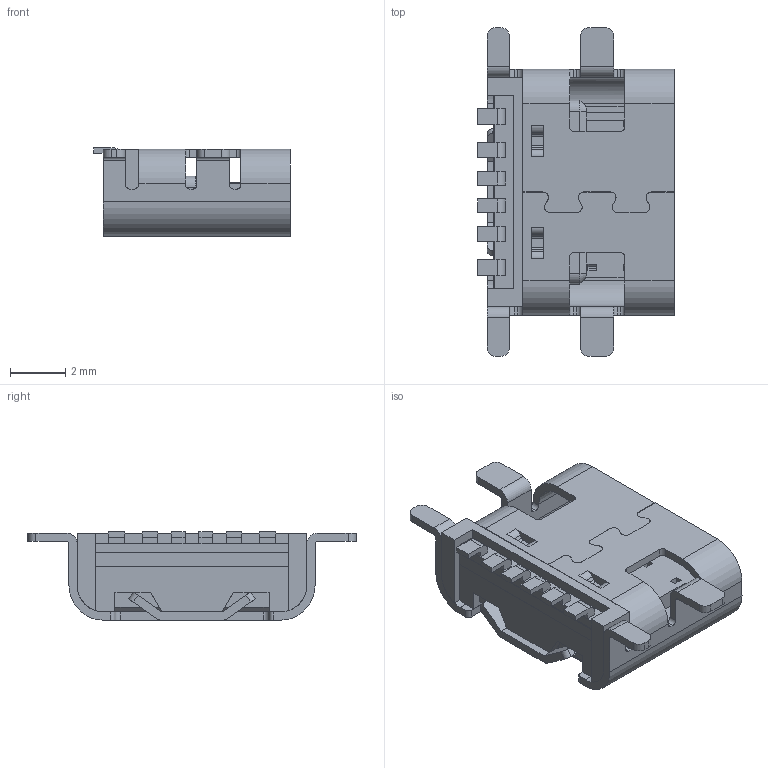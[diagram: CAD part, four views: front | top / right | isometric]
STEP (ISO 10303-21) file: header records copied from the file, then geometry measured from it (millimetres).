
FILE_DESCRIPTION((''),'2;1');
FILE_NAME('TYPE-C母座_6P卧式四脚贴CH1_63_长6_8Z3带夹','2024-07-16T',('admin'),(''),'PRO/ENGINEER BY PARAMETRIC TECHNOLOGY CORPORATION, 2017170','PRO/ENGINEER BY PARAMETRIC TECHNOLOGY CORPORATION, 2017170','');
FILE_SCHEMA(('AUTOMOTIVE_DESIGN { 1 0 10303 214 1 1 1 1 }'));
Length unit declared in the file: millimetre
Products named in the file (1): TYPE-C母座_6P卧式四脚贴CH1_63_长6_8Z3带夹
Bounding box: 7.14 x 11.94 x 3.21 mm (x, y, z)
Volume: 59.2 mm3; surface area: 465.1 mm2
Topology: 1 solids, 2 shells, 618 faces, 1775 edges, 1173 vertices
Faces by surface type: plane 463, cylinder 139, cone 12, torus 4
Entity records: 24701 total; most frequent: CARTESIAN_POINT 3767, ORIENTED_EDGE 3550, DIRECTION 3281, EDGE_CURVE 1775, VECTOR 1419, LINE 1419, VERTEX_POINT 1173, AXIS2_PLACEMENT_3D 931
